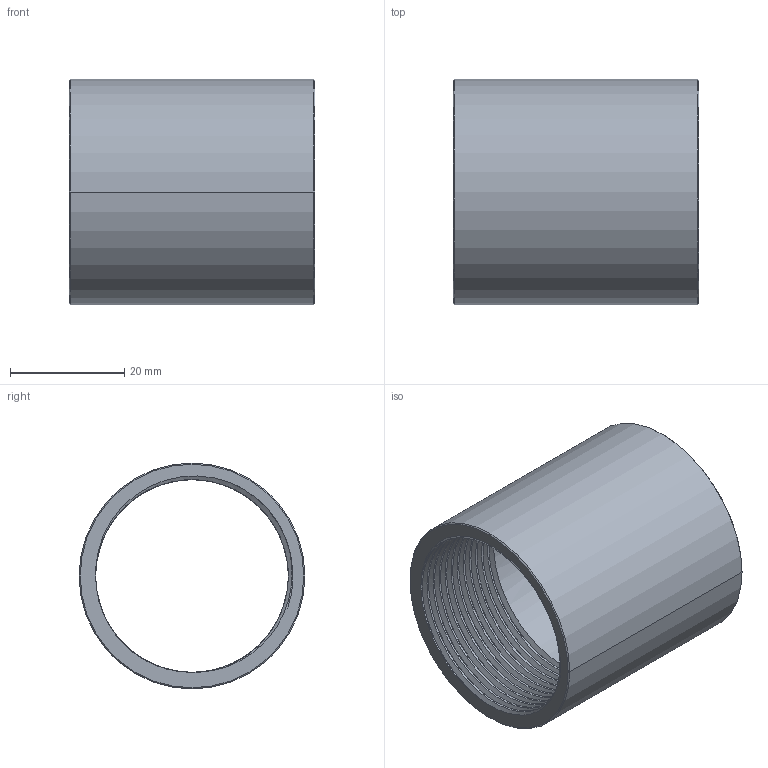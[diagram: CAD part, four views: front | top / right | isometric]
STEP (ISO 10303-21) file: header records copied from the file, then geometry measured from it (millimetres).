
FILE_DESCRIPTION (( 'STEP AP203' ), '1' );
FILE_NAME ('3D_R-201_1_17136760.STEP', '2024-08-20T08:03:16', ( '' ), ( '' ), 'SwSTEP 2.0', 'SolidWorks 2024', '' );
FILE_SCHEMA (( 'CONFIG_CONTROL_DESIGN' ));
Length unit declared in the file: millimetre
Products named in the file (1): 3D_R-201_1_17136760
Bounding box: 43 x 39.5 x 39.5 mm (x, y, z)
Volume: 12974.6 mm3; surface area: 12910.9 mm2
Topology: 1 solids, 1 shells, 64 faces, 180 edges, 118 vertices
Faces by surface type: cylinder 50, bspline 6, cone 4, plane 4
Entity records: 8548 total; most frequent: CARTESIAN_POINT 7122, ORIENTED_EDGE 360, DIRECTION 190, EDGE_CURVE 180, VERTEX_POINT 118, AXIS2_PLACEMENT_3D 67, EDGE_LOOP 66, ADVANCED_FACE 64
